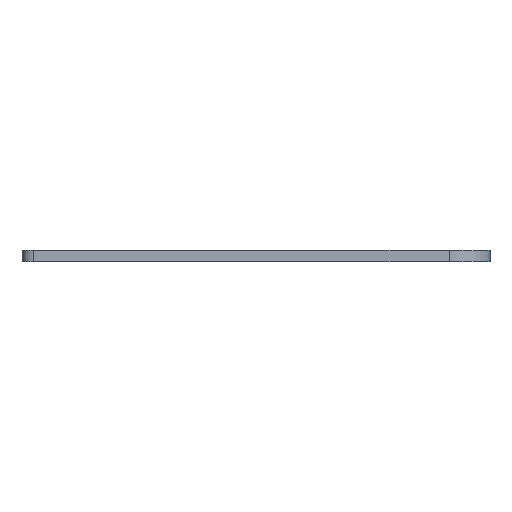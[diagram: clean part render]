
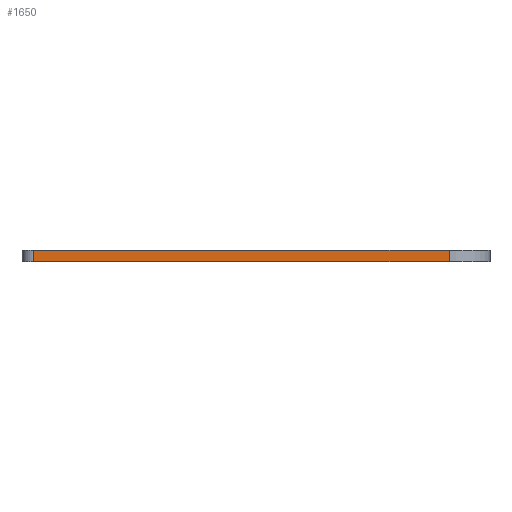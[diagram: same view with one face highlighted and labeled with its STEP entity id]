
A CAD part, left-side view. The second image highlights one B-rep face of the part: STEP entity #1650.
In plain terms, the highlighted planar face has unit normal (-1, 0, 0).
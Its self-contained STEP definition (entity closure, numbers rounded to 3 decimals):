
#372=CARTESIAN_POINT('',(-20.,-16.5,-0.5));
#373=VERTEX_POINT('',#372);
#381=CARTESIAN_POINT('',(-20.,19.0,-0.5));
#382=VERTEX_POINT('',#381);
#383=CARTESIAN_POINT('',(-20.,19.0,-0.5));
#384=DIRECTION('',(0.0,-1.0,0.0));
#385=VECTOR('',#384,35.5);
#386=LINE('',#383,#385);
#387=EDGE_CURVE('',#382,#373,#386,.T.);
#1132=CARTESIAN_POINT('',(-20.,19.0,0.5));
#1133=VERTEX_POINT('',#1132);
#1141=CARTESIAN_POINT('',(-20.,-16.5,0.5));
#1142=VERTEX_POINT('',#1141);
#1143=CARTESIAN_POINT('',(-20.,-16.5,0.5));
#1144=DIRECTION('',(0.0,1.0,0.0));
#1145=VECTOR('',#1144,35.5);
#1146=LINE('',#1143,#1145);
#1147=EDGE_CURVE('',#1142,#1133,#1146,.T.);
#1625=CARTESIAN_POINT('',(-20.,-16.5,0.5));
#1626=DIRECTION('',(0.0,0.0,-1.0));
#1627=VECTOR('',#1626,1.0);
#1628=LINE('',#1625,#1627);
#1629=EDGE_CURVE('',#1142,#373,#1628,.T.);
#1634=CARTESIAN_POINT('',(-20.,-20.0,0.0));
#1635=DIRECTION('',(-1.0,0.0,0.0));
#1636=DIRECTION('',(0.0,0.0,1.0));
#1637=AXIS2_PLACEMENT_3D('',#1634,#1635,#1636);
#1638=PLANE('',#1637);
#1639=ORIENTED_EDGE('',*,*,#1629,.F.);
#1640=ORIENTED_EDGE('',*,*,#1147,.T.);
#1641=CARTESIAN_POINT('',(-20.,19.0,-0.5));
#1642=DIRECTION('',(0.0,0.0,1.0));
#1643=VECTOR('',#1642,1.0);
#1644=LINE('',#1641,#1643);
#1645=EDGE_CURVE('',#382,#1133,#1644,.T.);
#1646=ORIENTED_EDGE('',*,*,#1645,.F.);
#1647=ORIENTED_EDGE('',*,*,#387,.T.);
#1648=EDGE_LOOP('',(#1639,#1640,#1646,#1647));
#1649=FACE_OUTER_BOUND('',#1648,.T.);
#1650=ADVANCED_FACE('',(#1649),#1638,.T.);
